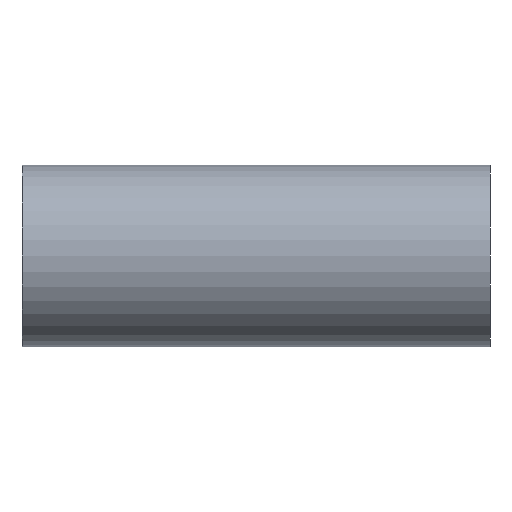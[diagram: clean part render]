
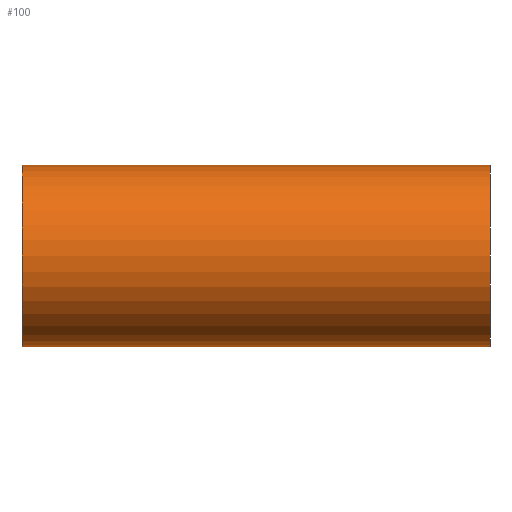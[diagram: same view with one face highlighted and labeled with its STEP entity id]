
A CAD part, left-side view. The second image highlights one B-rep face of the part: STEP entity #100.
In plain terms, the highlighted cylindrical face has radius 15.85 mm (diameter 31.7 mm), a partial arc.
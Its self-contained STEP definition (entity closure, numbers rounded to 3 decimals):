
#65 = CARTESIAN_POINT ( 'NONE',  ( 0., 161.376, 0. ) ) ;
#80 = LINE ( 'NONE', #83, #618 ) ;
#83 = CARTESIAN_POINT ( 'NONE',  ( 0., 161.376, 15.85 ) ) ;
#95 = VERTEX_POINT ( 'NONE', #349 ) ;
#100 = ADVANCED_FACE ( 'NONE', ( #216 ), #451, .T. ) ;
#111 = DIRECTION ( 'NONE',  ( 0., 1., 0. ) ) ;
#120 = EDGE_CURVE ( 'NONE', #169, #95, #606, .T. ) ;
#123 = VERTEX_POINT ( 'NONE', #162 ) ;
#154 = DIRECTION ( 'NONE',  ( 0., 0., 1. ) ) ;
#162 = CARTESIAN_POINT ( 'NONE',  ( 0., 81.7, -15.85 ) ) ;
#169 = VERTEX_POINT ( 'NONE', #209 ) ;
#176 = ORIENTED_EDGE ( 'NONE', *, *, #306, .T. ) ;
#196 = AXIS2_PLACEMENT_3D ( 'NONE', #557, #417, #238 ) ;
#209 = CARTESIAN_POINT ( 'NONE',  ( 0., 0., -15.85 ) ) ;
#216 = FACE_OUTER_BOUND ( 'NONE', #338, .T. ) ;
#238 = DIRECTION ( 'NONE',  ( 0., 0., 1. ) ) ;
#283 = ORIENTED_EDGE ( 'NONE', *, *, #120, .T. ) ;
#287 = AXIS2_PLACEMENT_3D ( 'NONE', #440, #433, #154 ) ;
#304 = DIRECTION ( 'NONE',  ( 0., 0., 1. ) ) ;
#306 = EDGE_CURVE ( 'NONE', #95, #547, #80, .T. ) ;
#311 = AXIS2_PLACEMENT_3D ( 'NONE', #65, #111, #304 ) ;
#338 = EDGE_LOOP ( 'NONE', ( #572, #283, #176, #402 ) ) ;
#349 = CARTESIAN_POINT ( 'NONE',  ( 0., 0., 15.85 ) ) ;
#384 = CARTESIAN_POINT ( 'NONE',  ( 0., 81.7, 15.85 ) ) ;
#402 = ORIENTED_EDGE ( 'NONE', *, *, #446, .F. ) ;
#417 = DIRECTION ( 'NONE',  ( 0., 1., 0. ) ) ;
#433 = DIRECTION ( 'NONE',  ( 0., 1., 0. ) ) ;
#440 = CARTESIAN_POINT ( 'NONE',  ( 0., 0., 0. ) ) ;
#446 = EDGE_CURVE ( 'NONE', #123, #547, #566, .T. ) ;
#451 = CYLINDRICAL_SURFACE ( 'NONE', #311, 15.85 ) ;
#465 = DIRECTION ( 'NONE',  ( 0., 1., 0. ) ) ;
#498 = EDGE_CURVE ( 'NONE', #169, #123, #597, .T. ) ;
#547 = VERTEX_POINT ( 'NONE', #384 ) ;
#557 = CARTESIAN_POINT ( 'NONE',  ( 0., 81.7, 0. ) ) ;
#562 = CARTESIAN_POINT ( 'NONE',  ( 0., 161.376, -15.85 ) ) ;
#566 = CIRCLE ( 'NONE', #196, 15.85 ) ;
#572 = ORIENTED_EDGE ( 'NONE', *, *, #498, .F. ) ;
#578 = VECTOR ( 'NONE', #465, 1000. ) ;
#597 = LINE ( 'NONE', #562, #578 ) ;
#606 = CIRCLE ( 'NONE', #287, 15.85 ) ;
#610 = DIRECTION ( 'NONE',  ( 0., 1., 0. ) ) ;
#618 = VECTOR ( 'NONE', #610, 1000. ) ;
